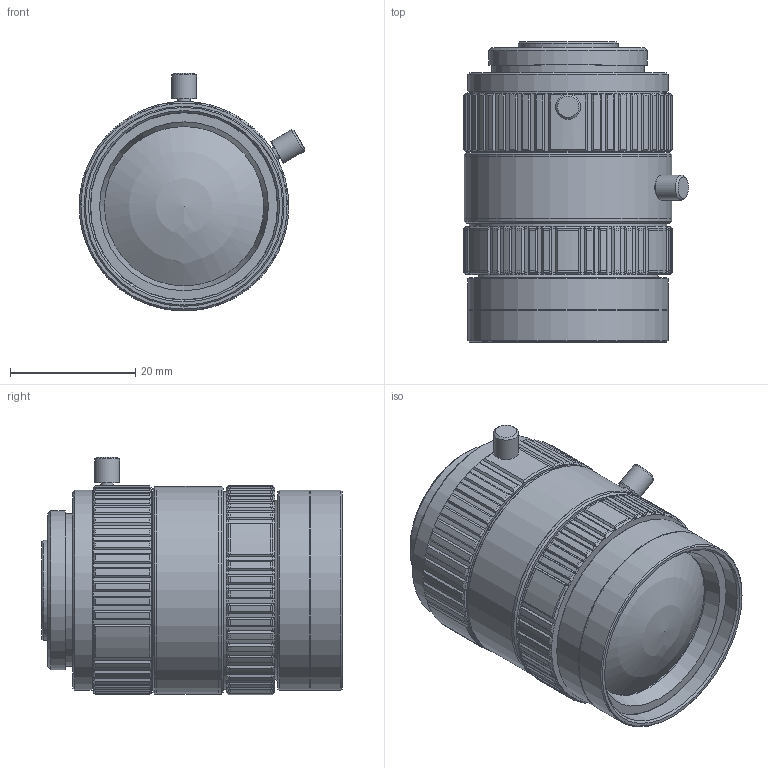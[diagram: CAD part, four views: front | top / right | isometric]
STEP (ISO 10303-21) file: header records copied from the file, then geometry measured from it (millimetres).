
FILE_DESCRIPTION(/* description */ ('Unknown'),/* implementation_level */ '2;1');
FILE_NAME(/* name */ 'M5018-SW_210416',/* time_stamp */ '2021-04-16T15:15:51+09:00',/* author */ ('Unknown'),/* organization */ ('Unknown'),/* preprocessor_version */ 'ST-DEVELOPER v16.7',/* originating_system */ 'DEX',/* authorisation */ $);
FILE_SCHEMA (('AUTOMOTIVE_DESIGN {1 0 10303 214 3 1 1}'));
Length unit declared in the file: millimetre
Products named in the file (3): M5018-SW_210416; M5018-SW_Mechanical Limit_210416; M5018-SW_Infinity_210416
Assembly tree (2 placements, depth 2):
  M5018-SW_210416
    M5018-SW_Mechanical Limit_210416
    M5018-SW_Infinity_210416
Bounding box: 36.05 x 48.01 x 38.04 mm (x, y, z)
Volume: 65235.4 mm3; surface area: 17353.5 mm2
Topology: 2 solids, 2 shells, 1047 faces, 2354 edges, 1355 vertices
Faces by surface type: plane 354, cylinder 351, cone 338, sphere 4
Full cylindrical faces by diameter (mm): 2 x4, 4 x4, 9.6 x2, 13.5 x2, 14 x2, 16 x2, 22.5 x2, 23 x2, 24.4 x2, 25.4 x2, 25.5 x2, 27.6 x1, 30 x2, 30.5 x2, 31 x2, 31.4 x2, 31.6 x2, 32 x4, 32.9 x1, 33.2 x3
Entity records: 36260 total; most frequent: CARTESIAN_POINT 6538, DIRECTION 4786, ORIENTED_EDGE 4530, EDGE_CURVE 2265, AXIS2_PLACEMENT_3D 2087, VERTEX_POINT 1347, EDGE_LOOP 1172, FACE_BOUND 1172
